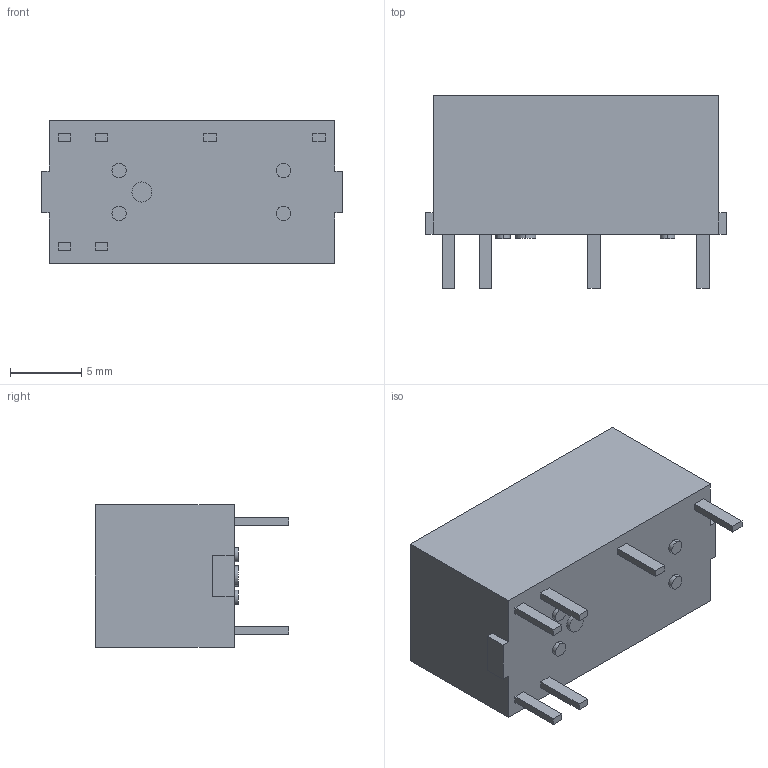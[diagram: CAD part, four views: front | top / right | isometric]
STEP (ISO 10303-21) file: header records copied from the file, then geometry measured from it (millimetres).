
FILE_DESCRIPTION (( 'STEP AP203' ), '1' );
FILE_NAME ('G6BK_1114P_US.step', '2014-06-25T06:26:55', ( 'OSMC1.0 ' ), ( ' ' ), 'SwSTEP 2.0', 'SolidWorks 2002025', '' );
FILE_SCHEMA (( 'CONFIG_CONTROL_DESIGN' ));
Length unit declared in the file: millimetre
Products named in the file (1): G6BK_1114P_US
Bounding box: 21 x 13.5 x 10 mm (x, y, z)
Volume: 1955.5 mm3; surface area: 1058.9 mm2
Topology: 1 solids, 1 shells, 64 faces, 150 edges, 100 vertices
Faces by surface type: plane 54, cylinder 10
Entity records: 1891 total; most frequent: CARTESIAN_POINT 315, ORIENTED_EDGE 300, DIRECTION 300, EDGE_CURVE 150, LINE 130, VECTOR 130, VERTEX_POINT 100, AXIS2_PLACEMENT_3D 85
